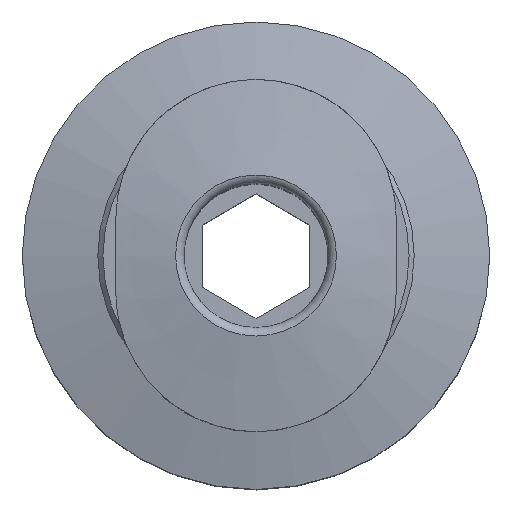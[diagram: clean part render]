
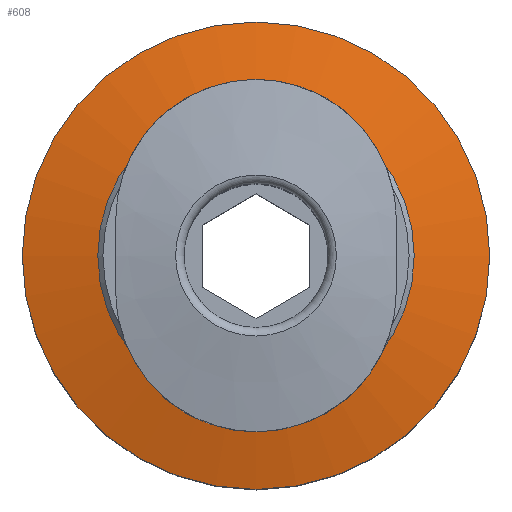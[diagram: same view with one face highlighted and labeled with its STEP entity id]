
A CAD part, top view. The second image highlights one B-rep face of the part: STEP entity #608.
In plain terms, the highlighted conical face has half-angle 76.608 degrees and reference radius 4.4 mm.
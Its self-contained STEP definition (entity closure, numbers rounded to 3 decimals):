
#25=CONICAL_SURFACE('',#652,4.4,1.337);
#49=CIRCLE('',#651,4.4);
#50=CIRCLE('',#653,6.5);
#88=ORIENTED_EDGE('',*,*,#177,.F.);
#89=ORIENTED_EDGE('',*,*,#176,.T.);
#176=EDGE_CURVE('',#223,#223,#49,.T.);
#177=EDGE_CURVE('',#224,#224,#50,.T.);
#223=VERTEX_POINT('',#860);
#224=VERTEX_POINT('',#863);
#301=EDGE_LOOP('',(#88));
#302=EDGE_LOOP('',(#89));
#349=FACE_BOUND('',#301,.T.);
#350=FACE_BOUND('',#302,.T.);
#608=ADVANCED_FACE('',(#349,#350),#25,.T.);
#651=AXIS2_PLACEMENT_3D('',#859,#732,#733);
#652=AXIS2_PLACEMENT_3D('',#861,#734,#735);
#653=AXIS2_PLACEMENT_3D('',#862,#736,#737);
#732=DIRECTION('',(0.,0.,-1.));
#733=DIRECTION('',(-1.,0.,0.));
#734=DIRECTION('',(0.,0.,-1.));
#735=DIRECTION('',(-1.,0.,0.));
#736=DIRECTION('',(0.,0.,-1.));
#737=DIRECTION('',(-1.,0.,0.));
#859=CARTESIAN_POINT('',(0.,0.,8.4));
#860=CARTESIAN_POINT('',(-4.4,0.,8.4));
#861=CARTESIAN_POINT('',(0.,0.,8.4));
#862=CARTESIAN_POINT('',(0.,0.,7.9));
#863=CARTESIAN_POINT('',(-6.5,0.,7.9));
